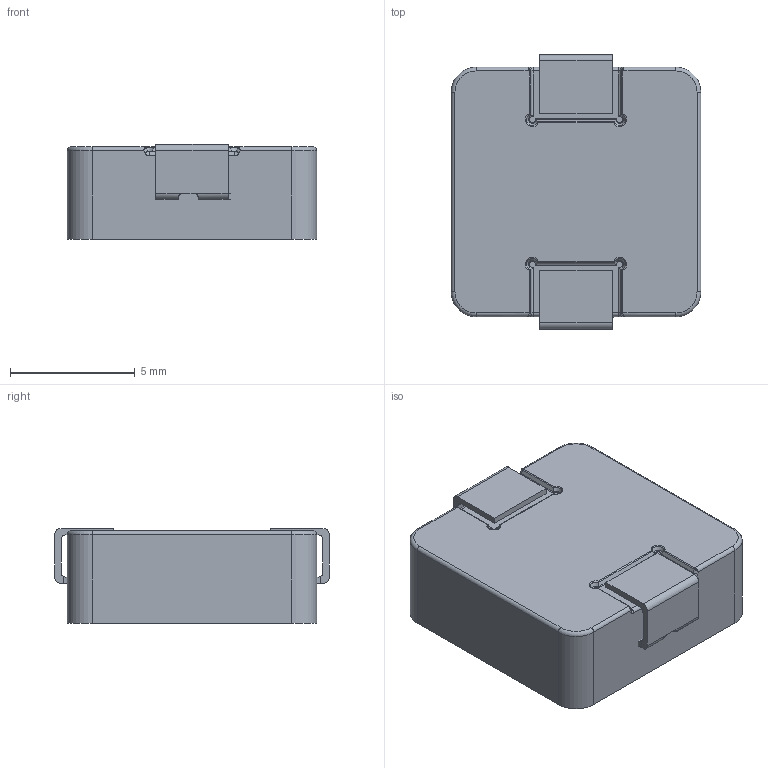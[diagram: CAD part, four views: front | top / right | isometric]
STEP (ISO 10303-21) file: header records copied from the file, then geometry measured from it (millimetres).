
FILE_DESCRIPTION(/* description */ (''),/* implementation_level */ '2;1');
FILE_NAME(/* name */ 'TMPA1004HTV.stp',/* time_stamp */ '2019-08-15T19:13:31+08:00',/* author */ (''),/* organization */ (''),/* preprocessor_version */ 'ST-DEVELOPER v16.7',/* originating_system */ 'SIEMENS PLM Software NX 12.0',/* authorisation */ '');
FILE_SCHEMA (('AUTOMOTIVE_DESIGN { 1 0 10303 214 3 1 1 1 }'));
Length unit declared in the file: millimetre
Products named in the file (1): TMPA1004HTV
Bounding box: 10 x 11 x 3.81 mm (x, y, z)
Volume: 412.1 mm3; surface area: 701.5 mm2
Topology: 17 solids, 17 shells, 344 faces, 804 edges, 494 vertices
Faces by surface type: plane 127, torus 94, cylinder 70, extrusion 45, cone 4, bspline 4
Full cylindrical faces by diameter (mm): 0.59 x6
Entity records: 10216 total; most frequent: CARTESIAN_POINT 2866, ORIENTED_EDGE 1440, DIRECTION 1363, EDGE_CURVE 720, AXIS2_PLACEMENT_3D 518, VERTEX_POINT 494, EDGE_LOOP 432, ADVANCED_FACE 344
